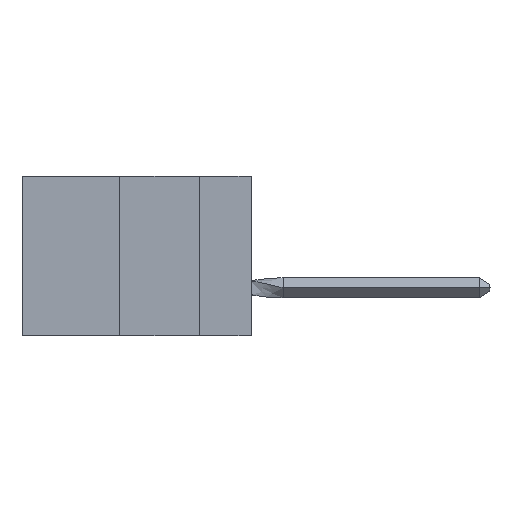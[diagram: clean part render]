
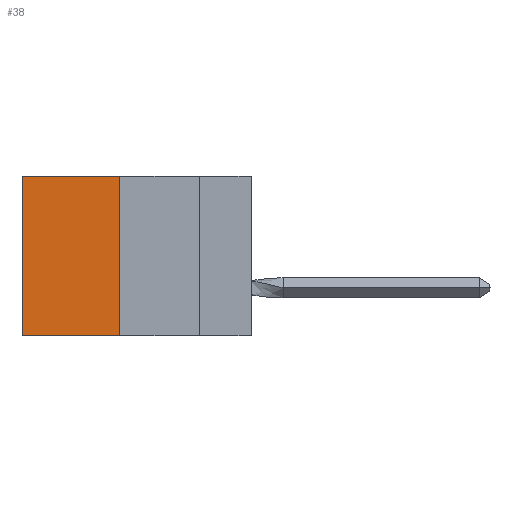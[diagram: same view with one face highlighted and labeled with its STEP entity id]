
A CAD part, left-side view. The second image highlights one B-rep face of the part: STEP entity #38.
In plain terms, the highlighted planar face has unit normal (-1, 0, 0).
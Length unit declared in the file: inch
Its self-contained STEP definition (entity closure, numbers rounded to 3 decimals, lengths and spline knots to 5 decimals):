
#38 = ADVANCED_FACE ( 'NONE', ( #8224 ), #13333, .F. ) ;
#227 = VECTOR ( 'NONE', #522, 39.37008 ) ;
#235 = CARTESIAN_POINT ( 'NONE',  ( 0.305, 0.413, 0. ) ) ;
#522 = DIRECTION ( 'NONE',  ( 0., 0., -1. ) ) ;
#638 = EDGE_LOOP ( 'NONE', ( #2906, #12936, #6996, #4714 ) ) ;
#677 = CARTESIAN_POINT ( 'NONE',  ( 0.305, 0.72, -0.5 ) ) ;
#685 = CARTESIAN_POINT ( 'NONE',  ( 0.305, 0.413, -0.5 ) ) ;
#1096 = VECTOR ( 'NONE', #2027, 39.37008 ) ;
#1254 = LINE ( 'NONE', #1833, #4542 ) ;
#1744 = EDGE_CURVE ( 'NONE', #13406, #12463, #1254, .T. ) ;
#1761 = AXIS2_PLACEMENT_3D ( 'NONE', #3018, #2973, #8708 ) ;
#1833 = CARTESIAN_POINT ( 'NONE',  ( 0.305, 0.413, -0.5 ) ) ;
#1932 = LINE ( 'NONE', #235, #6157 ) ;
#2027 = DIRECTION ( 'NONE',  ( 0., 0., -1. ) ) ;
#2906 = ORIENTED_EDGE ( 'NONE', *, *, #5187, .T. ) ;
#2973 = DIRECTION ( 'NONE',  ( 1., 0., 0. ) ) ;
#3018 = CARTESIAN_POINT ( 'NONE',  ( 0.305, 0.413, -0.5 ) ) ;
#3971 = CARTESIAN_POINT ( 'NONE',  ( 0.305, 0.72, -0.5 ) ) ;
#4442 = LINE ( 'NONE', #3971, #227 ) ;
#4542 = VECTOR ( 'NONE', #7991, 39.37008 ) ;
#4714 = ORIENTED_EDGE ( 'NONE', *, *, #6478, .T. ) ;
#5101 = DIRECTION ( 'NONE',  ( 0., 1., 0. ) ) ;
#5187 = EDGE_CURVE ( 'NONE', #7631, #12463, #4442, .T. ) ;
#6157 = VECTOR ( 'NONE', #5101, 39.37008 ) ;
#6193 = EDGE_CURVE ( 'NONE', #9629, #13406, #9113, .T. ) ;
#6221 = CARTESIAN_POINT ( 'NONE',  ( 0.305, 0.72, 0. ) ) ;
#6478 = EDGE_CURVE ( 'NONE', #9629, #7631, #1932, .T. ) ;
#6996 = ORIENTED_EDGE ( 'NONE', *, *, #6193, .F. ) ;
#7631 = VERTEX_POINT ( 'NONE', #6221 ) ;
#7991 = DIRECTION ( 'NONE',  ( 0., 1., 0. ) ) ;
#8224 = FACE_OUTER_BOUND ( 'NONE', #638, .T. ) ;
#8708 = DIRECTION ( 'NONE',  ( 0., 0., -1. ) ) ;
#9113 = LINE ( 'NONE', #685, #1096 ) ;
#9629 = VERTEX_POINT ( 'NONE', #12838 ) ;
#10136 = CARTESIAN_POINT ( 'NONE',  ( 0.305, 0.413, -0.5 ) ) ;
#12463 = VERTEX_POINT ( 'NONE', #677 ) ;
#12838 = CARTESIAN_POINT ( 'NONE',  ( 0.305, 0.413, 0. ) ) ;
#12936 = ORIENTED_EDGE ( 'NONE', *, *, #1744, .F. ) ;
#13333 = PLANE ( 'NONE',  #1761 ) ;
#13406 = VERTEX_POINT ( 'NONE', #10136 ) ;
